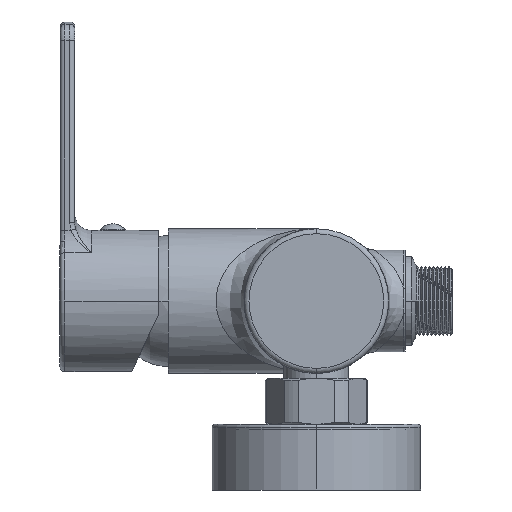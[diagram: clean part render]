
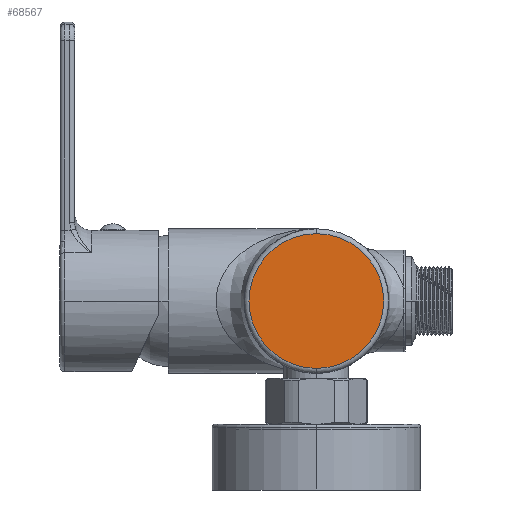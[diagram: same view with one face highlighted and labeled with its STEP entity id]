
A CAD part, left-side view. The second image highlights one B-rep face of the part: STEP entity #68567.
In plain terms, the highlighted planar face has unit normal (-1, 0, 0).
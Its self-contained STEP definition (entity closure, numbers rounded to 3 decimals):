
#20490=CARTESIAN_POINT('',(-90.5,0.,0.));
#20491=DIRECTION('',(1.,0.,0.));
#20492=DIRECTION('',(0.,0.,1.));
#20493=AXIS2_PLACEMENT_3D('',#20490,#20491,#20492);
#20495=CARTESIAN_POINT('',(-90.5,0.,0.));
#20496=DIRECTION('',(1.,0.,0.));
#20497=DIRECTION('',(0.,0.,-1.));
#20498=AXIS2_PLACEMENT_3D('',#20495,#20496,#20497);
#20813=CARTESIAN_POINT('',(-90.5,0.,20.5));
#20814=CARTESIAN_POINT('',(-90.5,0.,-20.5));
#20815=VERTEX_POINT('',#20813);
#20816=VERTEX_POINT('',#20814);
#68558=CARTESIAN_POINT('',(-90.5,-30.,-40.));
#68559=DIRECTION('',(1.,0.,0.));
#68560=DIRECTION('',(0.,1.,0.));
#68561=AXIS2_PLACEMENT_3D('',#68558,#68559,#68560);
#68562=PLANE('',#68561);
#68563=ORIENTED_EDGE('',*,*,#25179,.T.);
#68564=ORIENTED_EDGE('',*,*,#25152,.T.);
#68565=EDGE_LOOP('',(#68563,#68564));
#68566=FACE_OUTER_BOUND('',#68565,.F.);
#68567=ADVANCED_FACE('',(#68566),#68562,.F.);
#20494=CIRCLE('',#20493,20.5);
#20499=CIRCLE('',#20498,20.5);
#25152=EDGE_CURVE('',#20816,#20815,#20499,.T.);
#25179=EDGE_CURVE('',#20815,#20816,#20494,.T.);
